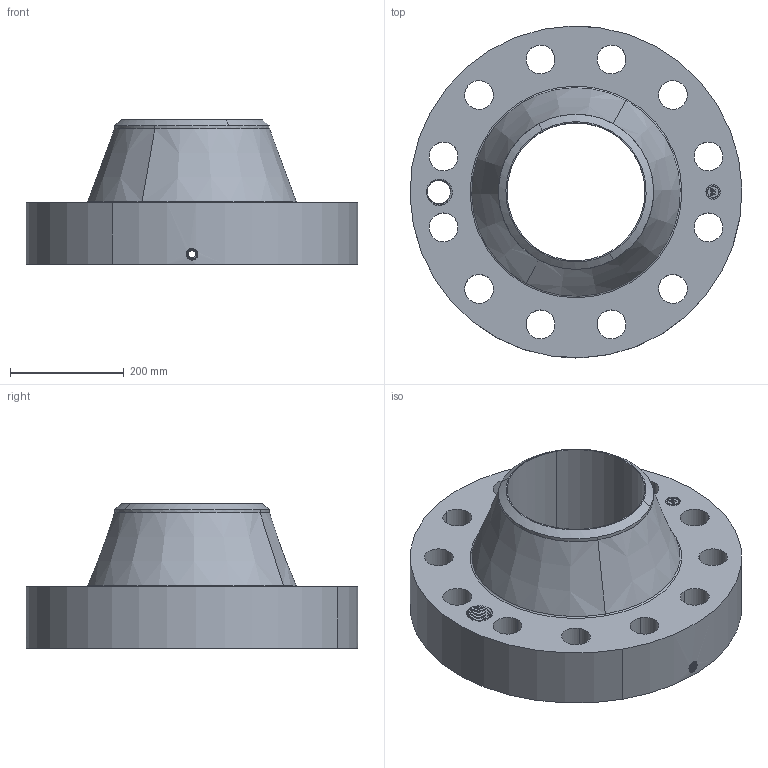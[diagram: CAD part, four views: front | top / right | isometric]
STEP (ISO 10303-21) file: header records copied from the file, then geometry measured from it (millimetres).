
FILE_DESCRIPTION(('3D STEP'),'2;1');
FILE_NAME('10-1500-FF-WELD-NECK-80-ORIF-FLANGE.stp','2013-11-03T18:51:32+00:00',('Texas Flange'),(''),'CATIA Version 5 Release 20 SP 6 (IN-10)','CATIA V5 STEP AP214','800-826-3801');
FILE_SCHEMA(('AUTOMOTIVE_DESIGN { 1 0 10303 214 1 1 1 1 }'));
Length unit declared in the file: inch
Products named in the file (1): 10-1500-FF-WELD-NECK-80-ORIF-FLANGE
Bounding box: 584.04 x 584.2 x 254 mm (x, y, z)
Volume: 25788923.4 mm3; surface area: 1139706 mm2
Topology: 1 solids, 1 shells, 888 faces, 2409 edges, 1541 vertices
Faces by surface type: plane 368, bspline 328, cylinder 137, cone 49, revolution 4, torus 2
Entity records: 39623 total; most frequent: CARTESIAN_POINT 18430, ORIENTED_EDGE 4818, EDGE_CURVE 2409, DIRECTION 2126, VERTEX_POINT 1541, VECTOR 1225, LINE 1225, B_SPLINE_CURVE_WITH_KNOTS 1061
